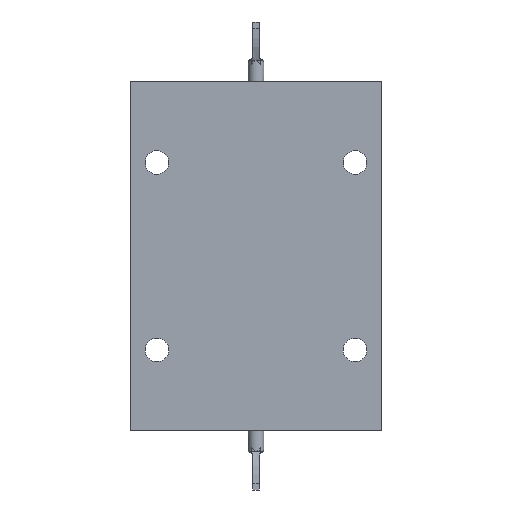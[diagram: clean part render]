
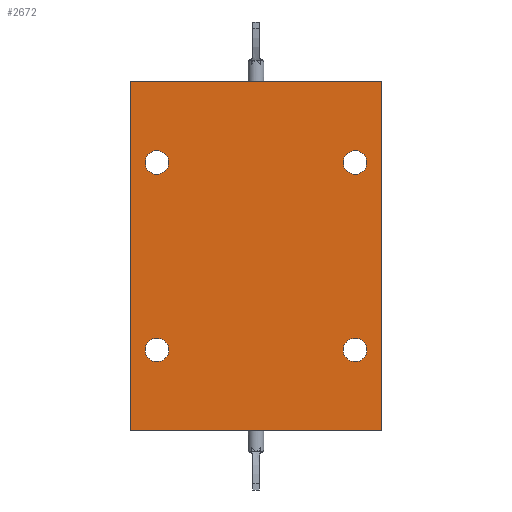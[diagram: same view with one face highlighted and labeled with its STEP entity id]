
A CAD part, front view. The second image highlights one B-rep face of the part: STEP entity #2672.
In plain terms, the highlighted planar face has unit normal (0, -1, 0).
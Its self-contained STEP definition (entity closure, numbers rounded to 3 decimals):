
#163 = FACE_BOUND ( 'NONE', #2698, .T. ) ;
#195 = ORIENTED_EDGE ( 'NONE', *, *, #3112, .T. ) ;
#224 = CARTESIAN_POINT ( 'NONE',  ( 23.5, -11.5, -32.55 ) ) ;
#254 = DIRECTION ( 'NONE',  ( 0., 1., 0. ) ) ;
#256 = LINE ( 'NONE', #224, #6058 ) ;
#262 = VERTEX_POINT ( 'NONE', #5329 ) ;
#359 = EDGE_LOOP ( 'NONE', ( #3332, #195 ) ) ;
#490 = DIRECTION ( 'NONE',  ( 1., 0., 0. ) ) ;
#513 = VERTEX_POINT ( 'NONE', #3782 ) ;
#576 = CARTESIAN_POINT ( 'NONE',  ( -23.5, -11.5, 32.55 ) ) ;
#713 = CARTESIAN_POINT ( 'NONE',  ( -18.5, -11.5, -17.55 ) ) ;
#782 = EDGE_CURVE ( 'NONE', #2380, #5917, #4951, .T. ) ;
#818 = CARTESIAN_POINT ( 'NONE',  ( 18.5, -11.5, 17.45 ) ) ;
#819 = FACE_BOUND ( 'NONE', #5080, .T. ) ;
#847 = CIRCLE ( 'NONE', #6335, 2.2 ) ;
#919 = CARTESIAN_POINT ( 'NONE',  ( 18.5, -11.5, -17.55 ) ) ;
#930 = DIRECTION ( 'NONE',  ( 0., 0., 1. ) ) ;
#1244 = VERTEX_POINT ( 'NONE', #4795 ) ;
#1273 = DIRECTION ( 'NONE',  ( 1., 0., 0. ) ) ;
#1360 = EDGE_CURVE ( 'NONE', #1967, #2403, #1561, .T. ) ;
#1405 = DIRECTION ( 'NONE',  ( 0., 1., 0. ) ) ;
#1407 = EDGE_CURVE ( 'NONE', #2403, #3336, #4959, .T. ) ;
#1561 = LINE ( 'NONE', #5650, #2302 ) ;
#1615 = EDGE_CURVE ( 'NONE', #262, #3336, #256, .T. ) ;
#1676 = CARTESIAN_POINT ( 'NONE',  ( -18.5, -11.5, -15.35 ) ) ;
#1712 = VERTEX_POINT ( 'NONE', #4152 ) ;
#1743 = CIRCLE ( 'NONE', #5210, 2.2 ) ;
#1773 = AXIS2_PLACEMENT_3D ( 'NONE', #2404, #254, #5420 ) ;
#1778 = DIRECTION ( 'NONE',  ( 0., 0., 1. ) ) ;
#1950 = CARTESIAN_POINT ( 'NONE',  ( 18.5, -11.5, 19.65 ) ) ;
#1965 = DIRECTION ( 'NONE',  ( 0., 1., 0. ) ) ;
#1967 = VERTEX_POINT ( 'NONE', #576 ) ;
#2042 = DIRECTION ( 'NONE',  ( 0., 1., 0. ) ) ;
#2102 = AXIS2_PLACEMENT_3D ( 'NONE', #713, #5350, #2803 ) ;
#2260 = CARTESIAN_POINT ( 'NONE',  ( 18.5, -11.5, -15.35 ) ) ;
#2271 = EDGE_CURVE ( 'NONE', #5927, #1244, #3107, .T. ) ;
#2302 = VECTOR ( 'NONE', #490, 1000. ) ;
#2313 = CARTESIAN_POINT ( 'NONE',  ( 18.5, -11.5, -17.55 ) ) ;
#2355 = CIRCLE ( 'NONE', #4189, 2.2 ) ;
#2380 = VERTEX_POINT ( 'NONE', #3138 ) ;
#2393 = AXIS2_PLACEMENT_3D ( 'NONE', #818, #3920, #1778 ) ;
#2403 = VERTEX_POINT ( 'NONE', #5766 ) ;
#2404 = CARTESIAN_POINT ( 'NONE',  ( -18.5, -11.5, 17.45 ) ) ;
#2552 = CARTESIAN_POINT ( 'NONE',  ( 23.5, -11.5, -32.55 ) ) ;
#2581 = ORIENTED_EDGE ( 'NONE', *, *, #4358, .T. ) ;
#2610 = EDGE_CURVE ( 'NONE', #513, #1712, #6284, .T. ) ;
#2666 = CARTESIAN_POINT ( 'NONE',  ( 23.5, -11.5, 32.55 ) ) ;
#2672 = ADVANCED_FACE ( 'NONE', ( #819, #6682, #163, #3814, #4114 ), #3497, .F. ) ;
#2692 = VECTOR ( 'NONE', #3036, 1000. ) ;
#2698 = EDGE_LOOP ( 'NONE', ( #4634, #4987 ) ) ;
#2755 = DIRECTION ( 'NONE',  ( 0., 0., 1. ) ) ;
#2803 = DIRECTION ( 'NONE',  ( 0., 0., 1. ) ) ;
#3036 = DIRECTION ( 'NONE',  ( 0., 0., -1. ) ) ;
#3107 = CIRCLE ( 'NONE', #6503, 2.2 ) ;
#3112 = EDGE_CURVE ( 'NONE', #1244, #5927, #6342, .T. ) ;
#3138 = CARTESIAN_POINT ( 'NONE',  ( -18.5, -11.5, -19.75 ) ) ;
#3290 = CARTESIAN_POINT ( 'NONE',  ( -18.5, -11.5, -17.55 ) ) ;
#3332 = ORIENTED_EDGE ( 'NONE', *, *, #2271, .T. ) ;
#3336 = VERTEX_POINT ( 'NONE', #2552 ) ;
#3497 = PLANE ( 'NONE',  #3984 ) ;
#3515 = CARTESIAN_POINT ( 'NONE',  ( -23.5, -11.5, 32.55 ) ) ;
#3534 = DIRECTION ( 'NONE',  ( 0., 0., 1. ) ) ;
#3782 = CARTESIAN_POINT ( 'NONE',  ( -18.5, -11.5, 15.25 ) ) ;
#3814 = FACE_BOUND ( 'NONE', #359, .T. ) ;
#3857 = EDGE_LOOP ( 'NONE', ( #5085, #5430 ) ) ;
#3920 = DIRECTION ( 'NONE',  ( 0., 1., 0. ) ) ;
#3984 = AXIS2_PLACEMENT_3D ( 'NONE', #5601, #1965, #3534 ) ;
#4014 = EDGE_CURVE ( 'NONE', #5158, #5978, #847, .T. ) ;
#4026 = CARTESIAN_POINT ( 'NONE',  ( 18.5, -11.5, 17.45 ) ) ;
#4105 = EDGE_CURVE ( 'NONE', #1967, #262, #4622, .T. ) ;
#4114 = FACE_OUTER_BOUND ( 'NONE', #4147, .T. ) ;
#4147 = EDGE_LOOP ( 'NONE', ( #6267, #5747, #4790, #5522 ) ) ;
#4152 = CARTESIAN_POINT ( 'NONE',  ( -18.5, -11.5, 19.65 ) ) ;
#4189 = AXIS2_PLACEMENT_3D ( 'NONE', #5121, #2042, #5693 ) ;
#4277 = DIRECTION ( 'NONE',  ( 0., 1., 0. ) ) ;
#4342 = CARTESIAN_POINT ( 'NONE',  ( 18.5, -11.5, 15.25 ) ) ;
#4349 = DIRECTION ( 'NONE',  ( 0., 0., 1. ) ) ;
#4358 = EDGE_CURVE ( 'NONE', #5917, #2380, #1743, .T. ) ;
#4382 = DIRECTION ( 'NONE',  ( 0., 1., 0. ) ) ;
#4486 = DIRECTION ( 'NONE',  ( 0., 0., 1. ) ) ;
#4621 = AXIS2_PLACEMENT_3D ( 'NONE', #2313, #4382, #2755 ) ;
#4622 = LINE ( 'NONE', #3515, #2692 ) ;
#4634 = ORIENTED_EDGE ( 'NONE', *, *, #4014, .T. ) ;
#4790 = ORIENTED_EDGE ( 'NONE', *, *, #1360, .F. ) ;
#4795 = CARTESIAN_POINT ( 'NONE',  ( 18.5, -11.5, -19.75 ) ) ;
#4951 = CIRCLE ( 'NONE', #2102, 2.2 ) ;
#4959 = LINE ( 'NONE', #2666, #6154 ) ;
#4987 = ORIENTED_EDGE ( 'NONE', *, *, #5895, .T. ) ;
#5080 = EDGE_LOOP ( 'NONE', ( #2581, #5581 ) ) ;
#5085 = ORIENTED_EDGE ( 'NONE', *, *, #6069, .T. ) ;
#5121 = CARTESIAN_POINT ( 'NONE',  ( -18.5, -11.5, 17.45 ) ) ;
#5158 = VERTEX_POINT ( 'NONE', #1950 ) ;
#5210 = AXIS2_PLACEMENT_3D ( 'NONE', #3290, #4277, #4349 ) ;
#5329 = CARTESIAN_POINT ( 'NONE',  ( -23.5, -11.5, -32.55 ) ) ;
#5350 = DIRECTION ( 'NONE',  ( 0., 1., 0. ) ) ;
#5420 = DIRECTION ( 'NONE',  ( 0., 0., 1. ) ) ;
#5430 = ORIENTED_EDGE ( 'NONE', *, *, #2610, .T. ) ;
#5522 = ORIENTED_EDGE ( 'NONE', *, *, #4105, .T. ) ;
#5581 = ORIENTED_EDGE ( 'NONE', *, *, #782, .T. ) ;
#5601 = CARTESIAN_POINT ( 'NONE',  ( 23.5, -11.5, 32.55 ) ) ;
#5639 = CIRCLE ( 'NONE', #2393, 2.2 ) ;
#5650 = CARTESIAN_POINT ( 'NONE',  ( 23.5, -11.5, 32.55 ) ) ;
#5693 = DIRECTION ( 'NONE',  ( 0., 0., 1. ) ) ;
#5747 = ORIENTED_EDGE ( 'NONE', *, *, #1407, .F. ) ;
#5766 = CARTESIAN_POINT ( 'NONE',  ( 23.5, -11.5, 32.55 ) ) ;
#5895 = EDGE_CURVE ( 'NONE', #5978, #5158, #5639, .T. ) ;
#5917 = VERTEX_POINT ( 'NONE', #1676 ) ;
#5927 = VERTEX_POINT ( 'NONE', #2260 ) ;
#5978 = VERTEX_POINT ( 'NONE', #4342 ) ;
#6058 = VECTOR ( 'NONE', #1273, 1000. ) ;
#6069 = EDGE_CURVE ( 'NONE', #1712, #513, #2355, .T. ) ;
#6154 = VECTOR ( 'NONE', #6271, 1000. ) ;
#6267 = ORIENTED_EDGE ( 'NONE', *, *, #1615, .T. ) ;
#6271 = DIRECTION ( 'NONE',  ( 0., 0., -1. ) ) ;
#6284 = CIRCLE ( 'NONE', #1773, 2.2 ) ;
#6335 = AXIS2_PLACEMENT_3D ( 'NONE', #4026, #1405, #930 ) ;
#6342 = CIRCLE ( 'NONE', #4621, 2.2 ) ;
#6503 = AXIS2_PLACEMENT_3D ( 'NONE', #919, #6561, #4486 ) ;
#6561 = DIRECTION ( 'NONE',  ( 0., 1., 0. ) ) ;
#6682 = FACE_BOUND ( 'NONE', #3857, .T. ) ;
